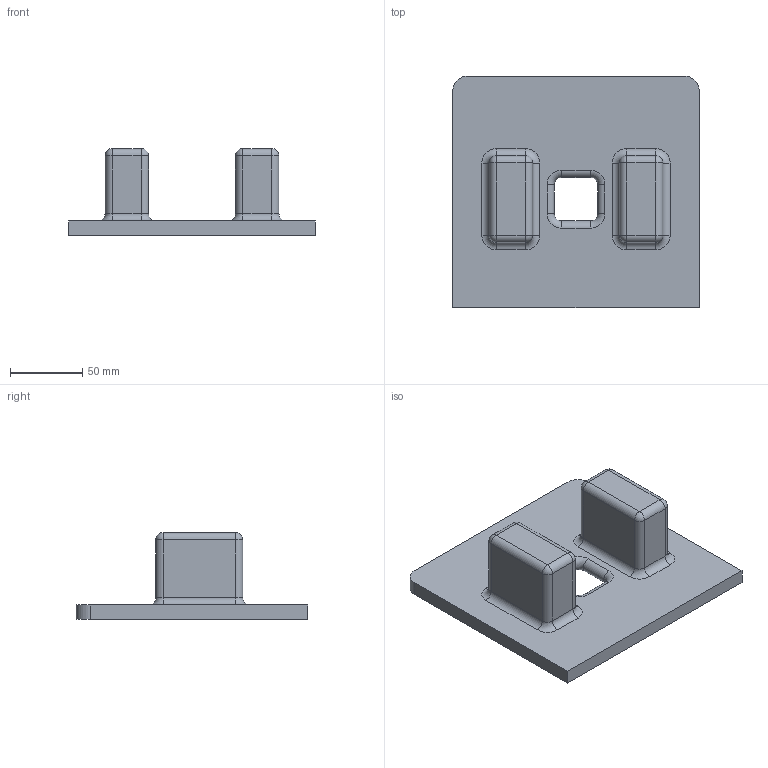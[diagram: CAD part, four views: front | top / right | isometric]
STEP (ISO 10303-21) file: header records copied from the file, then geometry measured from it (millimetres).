
FILE_DESCRIPTION(('STEP AP203'), '1');
FILE_NAME('ﾏ褞裝', '', ('UNSPECIFIED'), ('UNSPECIFIED'), 'C3D Converter', 'C3D Toolkit', '');
FILE_SCHEMA(('CONFIG_CONTROL_DESIGN'));
Length unit declared in the file: millimetre
Bounding box: 170 x 160 x 60 mm (x, y, z)
Volume: 361314.4 mm3; surface area: 85574.6 mm2
Topology: 1 solids, 1 shells, 116 faces, 266 edges, 132 vertices
Faces by surface type: cylinder 54, plane 26, sphere 16, torus 12, bspline 8
Entity records: 3934 total; most frequent: CARTESIAN_POINT 1435, DIRECTION 552, ORIENTED_EDGE 484, EDGE_CURVE 242, AXIS2_PLACEMENT_3D 217, VERTEX_POINT 132, FACE_BOUND 122, EDGE_LOOP 122
